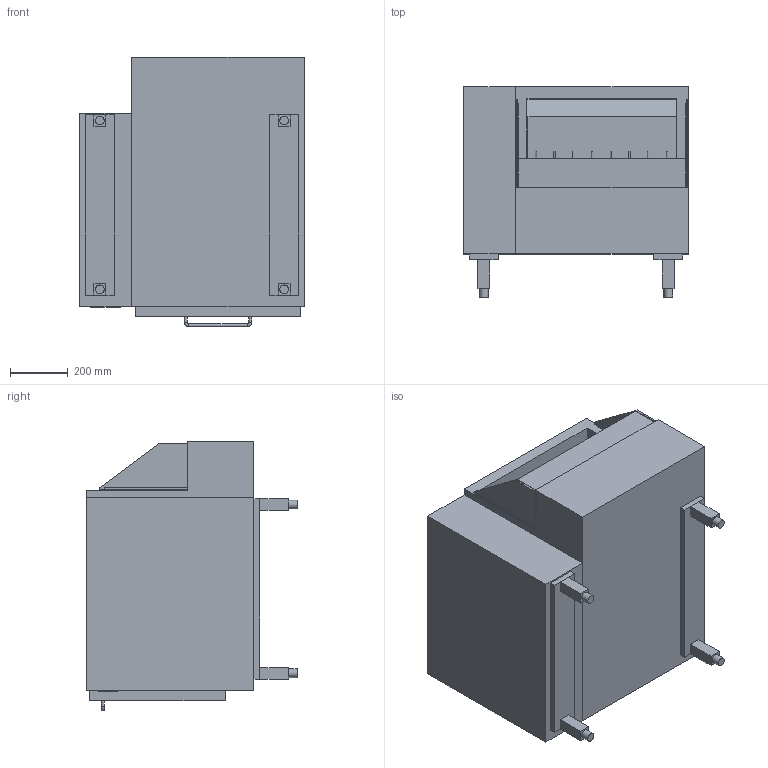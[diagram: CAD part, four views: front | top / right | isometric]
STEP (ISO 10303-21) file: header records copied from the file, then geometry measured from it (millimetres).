
FILE_DESCRIPTION(/* description */ ('zentralgekühlt'),/* implementation_level */ '2;1');
FILE_NAME(/* name */ '3D-AKE-00004994.stp',/* time_stamp */ '2024-06-06T14:54:34+02:00',/* author */ ('julian.lux'),/* organization */ (''),/* preprocessor_version */ 'ST-DEVELOPER v18.1',/* originating_system */ 'Autodesk Inventor 2020',/* authorisation */ '');
FILE_SCHEMA (('AUTOMOTIVE_DESIGN { 1 0 10303 214 3 1 1 }'));
Length unit declared in the file: millimetre
Products named in the file (1): 3D-AKE-00004994
Bounding box: 780 x 730 x 935 mm (x, y, z)
Volume: 180118051.2 mm3; surface area: 8814000.9 mm2
Topology: 27 solids, 27 shells, 246 faces, 619 edges, 432 vertices
Faces by surface type: plane 193, cylinder 35, torus 18
Full cylindrical faces by diameter (mm): 5 x24, 10 x3, 30 x4
Entity records: 7517 total; most frequent: CARTESIAN_POINT 1298, DIRECTION 1295, ORIENTED_EDGE 1238, EDGE_CURVE 619, LINE 437, VECTOR 437, VERTEX_POINT 432, AXIS2_PLACEMENT_3D 429
